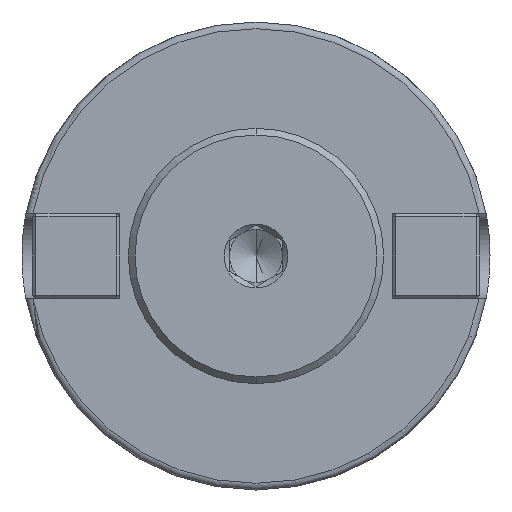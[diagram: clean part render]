
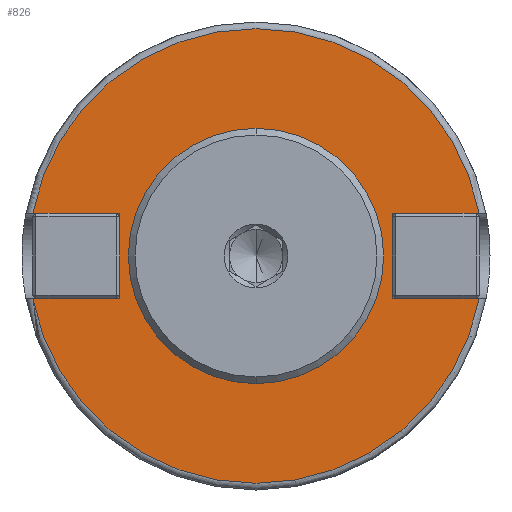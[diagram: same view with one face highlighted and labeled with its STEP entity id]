
A CAD part, front view. The second image highlights one B-rep face of the part: STEP entity #826.
In plain terms, the highlighted planar face has unit normal (0, -1, 0).
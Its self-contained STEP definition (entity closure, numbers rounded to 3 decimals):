
#160 = ORIENTED_EDGE ( 'NONE', *, *, #7795, .F. ) ;
#175 = DIRECTION ( 'NONE',  ( -1., 0., 0. ) ) ;
#446 = EDGE_CURVE ( 'NONE', #1286, #2966, #6489, .T. ) ;
#504 = DIRECTION ( 'NONE',  ( 0., -1., 0. ) ) ;
#509 = CARTESIAN_POINT ( 'NONE',  ( 33.325, -100., -6.35 ) ) ;
#567 = VERTEX_POINT ( 'NONE', #1760 ) ;
#587 = EDGE_CURVE ( 'NONE', #3074, #6764, #2540, .T. ) ;
#600 = CARTESIAN_POINT ( 'NONE',  ( 0., -100., 0. ) ) ;
#642 = ORIENTED_EDGE ( 'NONE', *, *, #6491, .F. ) ;
#665 = EDGE_CURVE ( 'NONE', #855, #4729, #3661, .T. ) ;
#689 = CARTESIAN_POINT ( 'NONE',  ( 20.345, -100., 6.35 ) ) ;
#756 = DIRECTION ( 'NONE',  ( 0., -1., 0. ) ) ;
#826 = ADVANCED_FACE ( 'NONE', ( #7953, #4575 ), #6799, .F. ) ;
#855 = VERTEX_POINT ( 'NONE', #5823 ) ;
#1052 = DIRECTION ( 'NONE',  ( -1., 0., 0. ) ) ;
#1053 = LINE ( 'NONE', #3808, #4344 ) ;
#1212 = ORIENTED_EDGE ( 'NONE', *, *, #8624, .F. ) ;
#1275 = DIRECTION ( 'NONE',  ( 1., 0., 0. ) ) ;
#1286 = VERTEX_POINT ( 'NONE', #4153 ) ;
#1408 = DIRECTION ( 'NONE',  ( -1., 0., 0. ) ) ;
#1459 = CARTESIAN_POINT ( 'NONE',  ( 20.345, -100., -6.35 ) ) ;
#1760 = CARTESIAN_POINT ( 'NONE',  ( 17.575, -100., 0. ) ) ;
#1827 = CARTESIAN_POINT ( 'NONE',  ( -17.575, -100., 0. ) ) ;
#1907 = CARTESIAN_POINT ( 'NONE',  ( 0., -100., 0. ) ) ;
#1974 = AXIS2_PLACEMENT_3D ( 'NONE', #4454, #5954, #1408 ) ;
#2053 = ORIENTED_EDGE ( 'NONE', *, *, #2950, .F. ) ;
#2140 = AXIS2_PLACEMENT_3D ( 'NONE', #3934, #756, #175 ) ;
#2338 = ORIENTED_EDGE ( 'NONE', *, *, #665, .F. ) ;
#2511 = DIRECTION ( 'NONE',  ( -1., 0., 0. ) ) ;
#2540 = CIRCLE ( 'NONE', #2140, 33.925 ) ;
#2572 = DIRECTION ( 'NONE',  ( -1., 0., 0. ) ) ;
#2950 = EDGE_CURVE ( 'NONE', #3074, #2966, #1053, .T. ) ;
#2966 = VERTEX_POINT ( 'NONE', #3121 ) ;
#3074 = VERTEX_POINT ( 'NONE', #3920 ) ;
#3121 = CARTESIAN_POINT ( 'NONE',  ( -20.345, -100., -6.35 ) ) ;
#3153 = DIRECTION ( 'NONE',  ( 1., 0., 0. ) ) ;
#3361 = VECTOR ( 'NONE', #4226, 1000. ) ;
#3434 = LINE ( 'NONE', #7992, #6970 ) ;
#3534 = VERTEX_POINT ( 'NONE', #1827 ) ;
#3602 = EDGE_CURVE ( 'NONE', #855, #6882, #6129, .T. ) ;
#3661 = LINE ( 'NONE', #4714, #5428 ) ;
#3808 = CARTESIAN_POINT ( 'NONE',  ( -41.345, -100., -6.35 ) ) ;
#3855 = DIRECTION ( 'NONE',  ( 1., 0., 0. ) ) ;
#3882 = CARTESIAN_POINT ( 'NONE',  ( -33.325, -100., 6.35 ) ) ;
#3920 = CARTESIAN_POINT ( 'NONE',  ( -33.325, -100., -6.35 ) ) ;
#3934 = CARTESIAN_POINT ( 'NONE',  ( 0., -100., 0. ) ) ;
#3966 = EDGE_CURVE ( 'NONE', #6764, #7989, #6911, .T. ) ;
#3987 = DIRECTION ( 'NONE',  ( 0., 0., -1. ) ) ;
#4033 = CIRCLE ( 'NONE', #4846, 17.575 ) ;
#4153 = CARTESIAN_POINT ( 'NONE',  ( -20.345, -100., 6.35 ) ) ;
#4226 = DIRECTION ( 'NONE',  ( 0., 0., -1. ) ) ;
#4344 = VECTOR ( 'NONE', #3153, 1000. ) ;
#4452 = CARTESIAN_POINT ( 'NONE',  ( 0., -100., 0. ) ) ;
#4454 = CARTESIAN_POINT ( 'NONE',  ( 15.875, -100., 0. ) ) ;
#4564 = VECTOR ( 'NONE', #3855, 1000. ) ;
#4575 = FACE_OUTER_BOUND ( 'NONE', #8457, .T. ) ;
#4714 = CARTESIAN_POINT ( 'NONE',  ( 41.345, -100., 6.35 ) ) ;
#4729 = VERTEX_POINT ( 'NONE', #689 ) ;
#4846 = AXIS2_PLACEMENT_3D ( 'NONE', #4452, #504, #5117 ) ;
#4889 = VECTOR ( 'NONE', #1052, 1000. ) ;
#5117 = DIRECTION ( 'NONE',  ( 1., 0., 0. ) ) ;
#5194 = EDGE_CURVE ( 'NONE', #6882, #1286, #6152, .T. ) ;
#5215 = DIRECTION ( 'NONE',  ( 0., -1., 0. ) ) ;
#5258 = AXIS2_PLACEMENT_3D ( 'NONE', #600, #5215, #1275 ) ;
#5428 = VECTOR ( 'NONE', #2511, 1000. ) ;
#5522 = ORIENTED_EDGE ( 'NONE', *, *, #3966, .T. ) ;
#5683 = CARTESIAN_POINT ( 'NONE',  ( 41.345, -100., -6.35 ) ) ;
#5696 = EDGE_LOOP ( 'NONE', ( #1212, #160 ) ) ;
#5770 = ORIENTED_EDGE ( 'NONE', *, *, #3602, .T. ) ;
#5823 = CARTESIAN_POINT ( 'NONE',  ( 33.325, -100., 6.35 ) ) ;
#5954 = DIRECTION ( 'NONE',  ( 0., 1., 0. ) ) ;
#6129 = CIRCLE ( 'NONE', #7654, 33.925 ) ;
#6144 = ORIENTED_EDGE ( 'NONE', *, *, #5194, .T. ) ;
#6152 = LINE ( 'NONE', #7872, #4564 ) ;
#6292 = CARTESIAN_POINT ( 'NONE',  ( -20.345, -100., 6.35 ) ) ;
#6408 = ORIENTED_EDGE ( 'NONE', *, *, #587, .T. ) ;
#6489 = LINE ( 'NONE', #6292, #3361 ) ;
#6491 = EDGE_CURVE ( 'NONE', #4729, #7989, #3434, .T. ) ;
#6548 = DIRECTION ( 'NONE',  ( 0., -1., 0. ) ) ;
#6764 = VERTEX_POINT ( 'NONE', #509 ) ;
#6799 = PLANE ( 'NONE',  #1974 ) ;
#6882 = VERTEX_POINT ( 'NONE', #3882 ) ;
#6911 = LINE ( 'NONE', #5683, #4889 ) ;
#6970 = VECTOR ( 'NONE', #3987, 1000. ) ;
#7130 = ORIENTED_EDGE ( 'NONE', *, *, #446, .T. ) ;
#7164 = CIRCLE ( 'NONE', #5258, 17.575 ) ;
#7654 = AXIS2_PLACEMENT_3D ( 'NONE', #1907, #6548, #2572 ) ;
#7795 = EDGE_CURVE ( 'NONE', #3534, #567, #4033, .T. ) ;
#7872 = CARTESIAN_POINT ( 'NONE',  ( -41.345, -100., 6.35 ) ) ;
#7953 = FACE_BOUND ( 'NONE', #5696, .T. ) ;
#7989 = VERTEX_POINT ( 'NONE', #1459 ) ;
#7992 = CARTESIAN_POINT ( 'NONE',  ( 20.345, -100., 6.35 ) ) ;
#8457 = EDGE_LOOP ( 'NONE', ( #2338, #5770, #6144, #7130, #2053, #6408, #5522, #642 ) ) ;
#8624 = EDGE_CURVE ( 'NONE', #567, #3534, #7164, .T. ) ;
